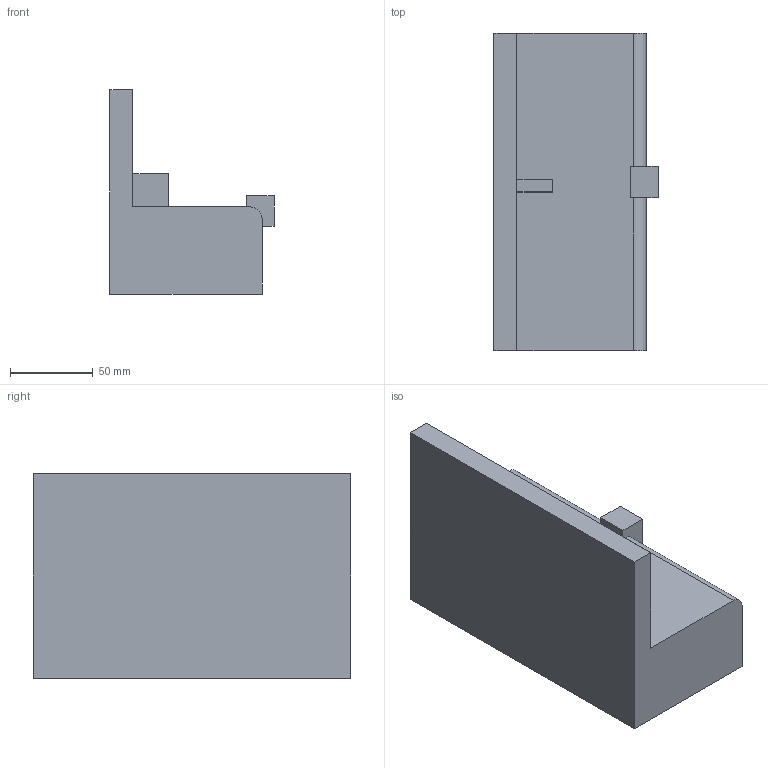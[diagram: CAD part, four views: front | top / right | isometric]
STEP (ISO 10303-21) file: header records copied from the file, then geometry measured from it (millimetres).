
FILE_DESCRIPTION( ('This file contains a STEP AP42 implementation' ,'as created by ZW3D STEP Interface translator.') ,'2;1' );
FILE_NAME( 'boss003.stp' ,'241024.142644', (''), ('ZWCAD Software Co.'), 'Version 1.0', 'ZW3D to STEP translator', '' );
FILE_SCHEMA(('AUTOMOTIVE_DESIGN { 1 0 10303 214 1 1 1 1 }'));
Length unit declared in the file: millimetre
Products named in the file (2): 0; 錨璃003
Bounding box: 99.41 x 192 x 123.62 mm (x, y, z)
Volume: 1128331.4 mm3; surface area: 95794.3 mm2
Topology: 1 solids, 1 shells, 20 faces, 58 edges, 44 vertices
Faces by surface type: plane 18, cylinder 2
Entity records: 703 total; most frequent: CARTESIAN_POINT 115, ORIENTED_EDGE 108, DIRECTION 104, VECTOR 54, LINE 54, EDGE_CURVE 54, VERTEX_POINT 36, AXIS2_PLACEMENT_3D 25
